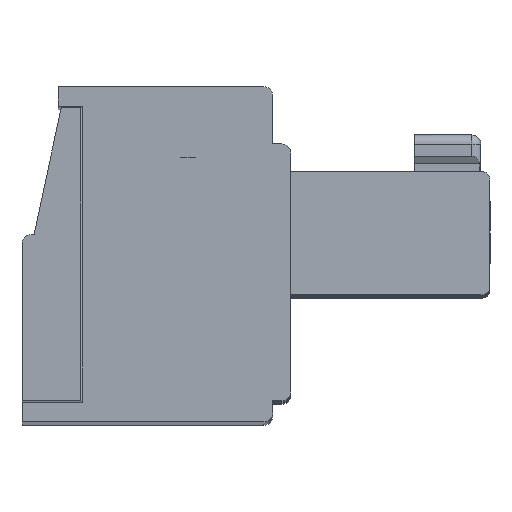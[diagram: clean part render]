
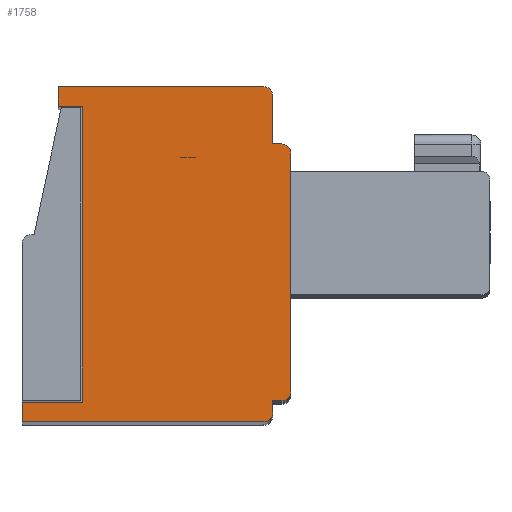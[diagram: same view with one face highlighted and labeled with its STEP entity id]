
A CAD part, top view. The second image highlights one B-rep face of the part: STEP entity #1758.
In plain terms, the highlighted planar face has unit normal (0, 0, 1).
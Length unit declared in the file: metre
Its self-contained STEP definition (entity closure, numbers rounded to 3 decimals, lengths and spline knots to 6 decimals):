
#1758=ADVANCED_FACE('',(#5087),#5088,.F.);
#5087=FACE_OUTER_BOUND('',#10202,.T.);
#5088=PLANE('',#10203);
#10202=EDGE_LOOP('',(#15552,#15553,#15554,#15555,#15556,#15557,#15558,#15559,#15560,#15561,#15562,#15563,#15564,#15565,#15566,#15567));
#10203=AXIS2_PLACEMENT_3D('',#15568,#15569,#15570);
#15552=ORIENTED_EDGE('',*,*,#30141,.T.);
#15553=ORIENTED_EDGE('',*,*,#30142,.T.);
#15554=ORIENTED_EDGE('',*,*,#30143,.T.);
#15555=ORIENTED_EDGE('',*,*,#30144,.T.);
#15556=ORIENTED_EDGE('',*,*,#30145,.T.);
#15557=ORIENTED_EDGE('',*,*,#30146,.F.);
#15558=ORIENTED_EDGE('',*,*,#30147,.T.);
#15559=ORIENTED_EDGE('',*,*,#30148,.T.);
#15560=ORIENTED_EDGE('',*,*,#30149,.T.);
#15561=ORIENTED_EDGE('',*,*,#30150,.T.);
#15562=ORIENTED_EDGE('',*,*,#30151,.T.);
#15563=ORIENTED_EDGE('',*,*,#30152,.T.);
#15564=ORIENTED_EDGE('',*,*,#30153,.T.);
#15565=ORIENTED_EDGE('',*,*,#30154,.F.);
#15566=ORIENTED_EDGE('',*,*,#30155,.T.);
#15567=ORIENTED_EDGE('',*,*,#30156,.T.);
#15568=CARTESIAN_POINT('',(0.013673,0.00851,0.062133));
#15569=DIRECTION('',(0.,0.,-1.0));
#15570=DIRECTION('',(0.0,-1.0,0.));
#30141=EDGE_CURVE('',#36044,#36045,#36046,.T.);
#30142=EDGE_CURVE('',#36045,#36047,#36048,.T.);
#30143=EDGE_CURVE('',#36047,#36049,#36050,.T.);
#30144=EDGE_CURVE('',#36049,#36051,#36052,.T.);
#30145=EDGE_CURVE('',#36051,#36053,#36054,.T.);
#30146=EDGE_CURVE('',#36055,#36053,#36056,.T.);
#30147=EDGE_CURVE('',#36055,#36057,#36058,.T.);
#30148=EDGE_CURVE('',#36057,#36059,#36060,.T.);
#30149=EDGE_CURVE('',#36059,#36061,#36062,.T.);
#30150=EDGE_CURVE('',#36061,#36063,#36064,.T.);
#30151=EDGE_CURVE('',#36063,#36065,#36066,.T.);
#30152=EDGE_CURVE('',#36065,#36067,#36068,.T.);
#30153=EDGE_CURVE('',#36067,#36069,#36070,.T.);
#30154=EDGE_CURVE('',#36071,#36069,#36072,.T.);
#30155=EDGE_CURVE('',#36071,#36073,#36074,.T.);
#30156=EDGE_CURVE('',#36073,#36044,#36075,.T.);
#36044=VERTEX_POINT('',#44812);
#36045=VERTEX_POINT('',#44813);
#36046=LINE('',#44814,#44815);
#36047=VERTEX_POINT('',#44816);
#36048=CIRCLE('',#44817,0.0003);
#36049=VERTEX_POINT('',#44818);
#36050=LINE('',#44819,#44820);
#36051=VERTEX_POINT('',#44821);
#36052=LINE('',#44822,#44823);
#36053=VERTEX_POINT('',#44824);
#36054=CIRCLE('',#44825,0.0003);
#36055=VERTEX_POINT('',#44826);
#36056=LINE('',#44827,#44828);
#36057=VERTEX_POINT('',#44829);
#36058=CIRCLE('',#44830,0.0003);
#36059=VERTEX_POINT('',#44831);
#36060=LINE('',#44832,#44833);
#36061=VERTEX_POINT('',#44834);
#36062=LINE('',#44835,#44836);
#36063=VERTEX_POINT('',#44837);
#36064=CIRCLE('',#44838,0.0003);
#36065=VERTEX_POINT('',#44839);
#36066=LINE('',#44840,#44841);
#36067=VERTEX_POINT('',#44842);
#36068=LINE('',#44843,#44844);
#36069=VERTEX_POINT('',#44845);
#36070=LINE('',#44846,#44847);
#36071=VERTEX_POINT('',#44848);
#36072=LINE('',#44849,#44850);
#36073=VERTEX_POINT('',#44851);
#36074=LINE('',#44852,#44853);
#36075=LINE('',#44854,#44855);
#44812=CARTESIAN_POINT('',(-0.001527,0.00051,0.062133));
#44813=CARTESIAN_POINT('',(0.006473,0.00051,0.062133));
#44814=CARTESIAN_POINT('',(0.013673,0.00051,0.062133));
#44815=VECTOR('',#57060,1.0);
#44816=CARTESIAN_POINT('',(0.006773,0.00081,0.062133));
#44817=AXIS2_PLACEMENT_3D('',#57061,#57062,#57063);
#44818=CARTESIAN_POINT('',(0.006773,0.00121,0.062133));
#44819=CARTESIAN_POINT('',(0.006773,0.00851,0.062133));
#44820=VECTOR('',#57064,1.0);
#44821=CARTESIAN_POINT('',(0.007073,0.00121,0.062133));
#44822=CARTESIAN_POINT('',(0.013673,0.00121,0.062133));
#44823=VECTOR('',#57065,1.0);
#44824=CARTESIAN_POINT('',(0.007373,0.00151,0.062133));
#44825=AXIS2_PLACEMENT_3D('',#57066,#57067,#57068);
#44826=CARTESIAN_POINT('',(0.007373,0.00941,0.062133));
#44827=CARTESIAN_POINT('',(0.007373,0.00941,0.062133));
#44828=VECTOR('',#57069,1.0);
#44829=CARTESIAN_POINT('',(0.007073,0.00971,0.062133));
#44830=AXIS2_PLACEMENT_3D('',#57070,#57071,#57072);
#44831=CARTESIAN_POINT('',(0.006773,0.00971,0.062133));
#44832=CARTESIAN_POINT('',(0.006773,0.00971,0.062133));
#44833=VECTOR('',#57073,1.0);
#44834=CARTESIAN_POINT('',(0.006773,0.01131,0.062133));
#44835=CARTESIAN_POINT('',(0.006773,0.00851,0.062133));
#44836=VECTOR('',#57074,1.0);
#44837=CARTESIAN_POINT('',(0.006473,0.01161,0.062133));
#44838=AXIS2_PLACEMENT_3D('',#57075,#57076,#57077);
#44839=CARTESIAN_POINT('',(-0.000327,0.01161,0.062133));
#44840=CARTESIAN_POINT('',(0.013673,0.01161,0.062133));
#44841=VECTOR('',#57078,1.0);
#44842=CARTESIAN_POINT('',(-0.000327,0.01096,0.062133));
#44843=CARTESIAN_POINT('',(-0.000327,0.00851,0.062133));
#44844=VECTOR('',#57079,1.0);
#44845=CARTESIAN_POINT('',(0.000473,0.01096,0.062133));
#44846=CARTESIAN_POINT('',(0.013673,0.01096,0.062133));
#44847=VECTOR('',#57080,1.0);
#44848=CARTESIAN_POINT('',(0.000473,0.00116,0.062133));
#44849=CARTESIAN_POINT('',(0.000473,0.00116,0.062133));
#44850=VECTOR('',#57081,1.0);
#44851=CARTESIAN_POINT('',(-0.001527,0.00116,0.062133));
#44852=CARTESIAN_POINT('',(0.013673,0.00116,0.062133));
#44853=VECTOR('',#57082,1.0);
#44854=CARTESIAN_POINT('',(-0.001527,0.00851,0.062133));
#44855=VECTOR('',#57083,1.0);
#57060=DIRECTION('',(1.0,0.,0.));
#57061=CARTESIAN_POINT('',(0.006473,0.00081,0.062133));
#57062=DIRECTION('',(0.,0.,1.0));
#57063=DIRECTION('',(-1.0,0.,0.));
#57064=DIRECTION('',(0.,1.0,0.));
#57065=DIRECTION('',(1.0,0.,0.));
#57066=CARTESIAN_POINT('',(0.007073,0.00151,0.062133));
#57067=DIRECTION('',(0.,0.,1.0));
#57068=DIRECTION('',(-1.0,0.,0.));
#57069=DIRECTION('',(0.,-1.0,0.0));
#57070=CARTESIAN_POINT('',(0.007073,0.00941,0.062133));
#57071=DIRECTION('',(0.,0.,1.0));
#57072=DIRECTION('',(-1.0,0.0,0.));
#57073=DIRECTION('',(-1.0,0.,0.));
#57074=DIRECTION('',(0.,1.0,0.));
#57075=CARTESIAN_POINT('',(0.006473,0.01131,0.062133));
#57076=DIRECTION('',(0.,0.,1.0));
#57077=DIRECTION('',(-1.0,0.,0.));
#57078=DIRECTION('',(-1.0,0.,0.));
#57079=DIRECTION('',(0.,-1.0,0.));
#57080=DIRECTION('',(1.0,0.,0.));
#57081=DIRECTION('',(0.,1.0,0.0));
#57082=DIRECTION('',(-1.0,0.,0.));
#57083=DIRECTION('',(0.,-1.0,0.));
